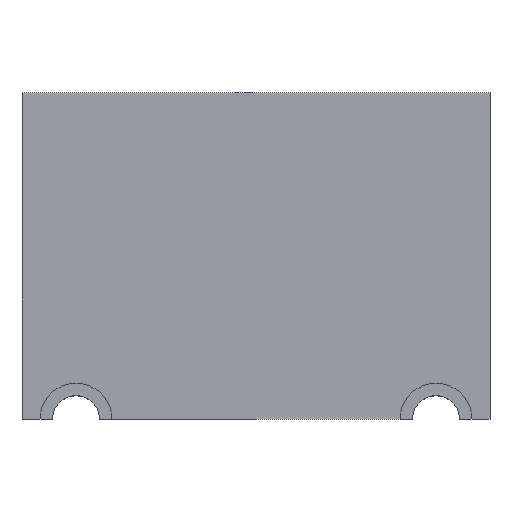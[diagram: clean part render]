
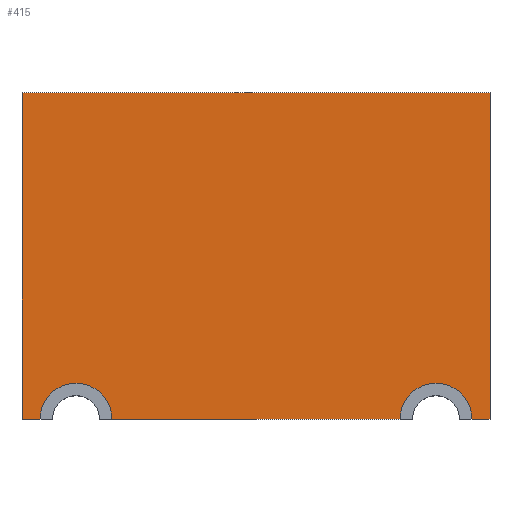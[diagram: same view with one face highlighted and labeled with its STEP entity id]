
A CAD part, top view. The second image highlights one B-rep face of the part: STEP entity #415.
In plain terms, the highlighted planar face has unit normal (0, 0, 1).
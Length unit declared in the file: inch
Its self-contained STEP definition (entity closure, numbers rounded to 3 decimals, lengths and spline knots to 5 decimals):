
#8 = ORIENTED_EDGE ( 'NONE', *, *, #591, .T. ) ;
#24 = DIRECTION ( 'NONE',  ( 1., 0., 0. ) ) ;
#29 = LINE ( 'NONE', #457, #140 ) ;
#35 = AXIS2_PLACEMENT_3D ( 'NONE', #670, #41, #146 ) ;
#41 = DIRECTION ( 'NONE',  ( 0., 0., 1. ) ) ;
#49 = DIRECTION ( 'NONE',  ( 0., 0., 1. ) ) ;
#53 = DIRECTION ( 'NONE',  ( 1., 0., 0. ) ) ;
#57 = LINE ( 'NONE', #394, #115 ) ;
#73 = EDGE_LOOP ( 'NONE', ( #640, #280, #204, #566, #358, #99, #301, #8 ) ) ;
#94 = AXIS2_PLACEMENT_3D ( 'NONE', #305, #641, #53 ) ;
#99 = ORIENTED_EDGE ( 'NONE', *, *, #367, .F. ) ;
#110 = VECTOR ( 'NONE', #274, 39.37008 ) ;
#115 = VECTOR ( 'NONE', #293, 39.37008 ) ;
#121 = CARTESIAN_POINT ( 'NONE',  ( 0., 0.363, 0.059 ) ) ;
#140 = VECTOR ( 'NONE', #509, 39.37008 ) ;
#142 = LINE ( 'NONE', #164, #515 ) ;
#144 = DIRECTION ( 'NONE',  ( 1., 0., 0. ) ) ;
#146 = DIRECTION ( 'NONE',  ( 1., 0., 0. ) ) ;
#151 = VECTOR ( 'NONE', #24, 39.37008 ) ;
#164 = CARTESIAN_POINT ( 'NONE',  ( 0., 0., 0.059 ) ) ;
#176 = DIRECTION ( 'NONE',  ( 1., 0., 0. ) ) ;
#177 = VERTEX_POINT ( 'NONE', #341 ) ;
#179 = EDGE_CURVE ( 'NONE', #484, #476, #29, .T. ) ;
#204 = ORIENTED_EDGE ( 'NONE', *, *, #267, .T. ) ;
#237 = LINE ( 'NONE', #329, #110 ) ;
#259 = CARTESIAN_POINT ( 'NONE',  ( 0.26, 0., 0.059 ) ) ;
#264 = LINE ( 'NONE', #121, #324 ) ;
#267 = EDGE_CURVE ( 'NONE', #538, #458, #142, .T. ) ;
#274 = DIRECTION ( 'NONE',  ( 0., 1., 0. ) ) ;
#280 = ORIENTED_EDGE ( 'NONE', *, *, #517, .F. ) ;
#293 = DIRECTION ( 'NONE',  ( 0., 1., 0. ) ) ;
#301 = ORIENTED_EDGE ( 'NONE', *, *, #639, .T. ) ;
#305 = CARTESIAN_POINT ( 'NONE',  ( 0., 0., 0.059 ) ) ;
#312 = DIRECTION ( 'NONE',  ( 1., 0., 0. ) ) ;
#324 = VECTOR ( 'NONE', #176, 39.37008 ) ;
#329 = CARTESIAN_POINT ( 'NONE',  ( -0.26, 0., 0.059 ) ) ;
#341 = CARTESIAN_POINT ( 'NONE',  ( 0.24, 0., 0.059 ) ) ;
#353 = CARTESIAN_POINT ( 'NONE',  ( 0.2, 0., 0.059 ) ) ;
#358 = ORIENTED_EDGE ( 'NONE', *, *, #179, .T. ) ;
#366 = LINE ( 'NONE', #448, #151 ) ;
#367 = EDGE_CURVE ( 'NONE', #177, #476, #494, .T. ) ;
#377 = CARTESIAN_POINT ( 'NONE',  ( -0.24, 0., 0.059 ) ) ;
#391 = EDGE_CURVE ( 'NONE', #484, #458, #473, .T. ) ;
#394 = CARTESIAN_POINT ( 'NONE',  ( 0.26, 0., 0.059 ) ) ;
#415 = ADVANCED_FACE ( 'NONE', ( #455 ), #689, .T. ) ;
#432 = CARTESIAN_POINT ( 'NONE',  ( -0.16, 0., 0.059 ) ) ;
#441 = VERTEX_POINT ( 'NONE', #587 ) ;
#446 = VERTEX_POINT ( 'NONE', #259 ) ;
#448 = CARTESIAN_POINT ( 'NONE',  ( 0., 0., 0.059 ) ) ;
#455 = FACE_OUTER_BOUND ( 'NONE', #73, .T. ) ;
#457 = CARTESIAN_POINT ( 'NONE',  ( 0., 0., 0.059 ) ) ;
#458 = VERTEX_POINT ( 'NONE', #377 ) ;
#473 = CIRCLE ( 'NONE', #35, 0.04 ) ;
#476 = VERTEX_POINT ( 'NONE', #539 ) ;
#484 = VERTEX_POINT ( 'NONE', #432 ) ;
#493 = CARTESIAN_POINT ( 'NONE',  ( -0.26, 0., 0.059 ) ) ;
#494 = CIRCLE ( 'NONE', #653, 0.04 ) ;
#509 = DIRECTION ( 'NONE',  ( 1., 0., 0. ) ) ;
#515 = VECTOR ( 'NONE', #312, 39.37008 ) ;
#517 = EDGE_CURVE ( 'NONE', #538, #441, #237, .T. ) ;
#538 = VERTEX_POINT ( 'NONE', #493 ) ;
#539 = CARTESIAN_POINT ( 'NONE',  ( 0.16, 0., 0.059 ) ) ;
#566 = ORIENTED_EDGE ( 'NONE', *, *, #391, .F. ) ;
#575 = EDGE_CURVE ( 'NONE', #441, #680, #264, .T. ) ;
#587 = CARTESIAN_POINT ( 'NONE',  ( -0.26, 0.363, 0.059 ) ) ;
#591 = EDGE_CURVE ( 'NONE', #446, #680, #57, .T. ) ;
#639 = EDGE_CURVE ( 'NONE', #177, #446, #366, .T. ) ;
#640 = ORIENTED_EDGE ( 'NONE', *, *, #575, .F. ) ;
#641 = DIRECTION ( 'NONE',  ( 0., 0., 1. ) ) ;
#653 = AXIS2_PLACEMENT_3D ( 'NONE', #353, #49, #144 ) ;
#670 = CARTESIAN_POINT ( 'NONE',  ( -0.2, 0., 0.059 ) ) ;
#678 = CARTESIAN_POINT ( 'NONE',  ( 0.26, 0.363, 0.059 ) ) ;
#680 = VERTEX_POINT ( 'NONE', #678 ) ;
#689 = PLANE ( 'NONE',  #94 ) ;
